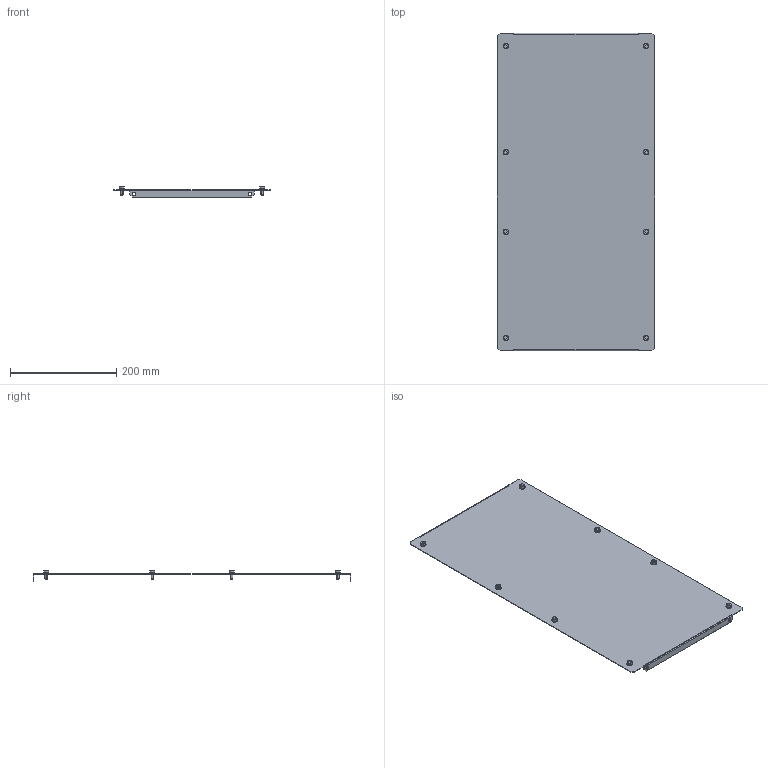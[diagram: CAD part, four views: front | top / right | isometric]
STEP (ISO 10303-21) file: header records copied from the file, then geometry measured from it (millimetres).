
FILE_DESCRIPTION (( 'STEP AP203' ), '1' );
FILE_NAME ('MA1.400.060006.01.00 Ïëàñòðîí Â600 Ø400 EKF AleSta-FP60M400.STEP', '2024-06-05T17:00:01', ( '' ), ( '' ), 'SwSTEP 2.0', 'SolidWorks 2021', '' );
FILE_SCHEMA (( 'CONFIG_CONTROL_DESIGN' ));
Length unit declared in the file: millimetre
Products named in the file (4): MA1.400.060006.01.00 Ïëàñòðîí Â600 Ø400 EKF AleSta-FP60M400; MA1.400.060000.01.01 Ïëàñòðîí Â50 Ø600 EKF AleSta_Copy of Copy of ˜=400; øàéáà êîíòàêòíàÿ ñòîïîðíàÿ ñ íàñå÷êîé îöèíêîâàííàÿ ñòàëü Ì5; Âèíò_ðåçüáîâûäàâëèâàþùèé_Ì5õ12_DIN 7500E_Œ5å12
Assembly tree (17 placements, depth 2):
  MA1.400.060006.01.00 Ïëàñòðîí Â600 Ø400 EKF AleSta-FP60M400
    MA1.400.060000.01.01 Ïëàñòðîí Â50 Ø600 EKF AleSta_Copy of Copy of ˜=400
    øàéáà êîíòàêòíàÿ ñòîïîðíàÿ ñ íàñå÷êîé îöèíêîâàííàÿ ñòàëü Ì5  x8
    Âèíò_ðåçüáîâûäàâëèâàþùèé_Ì5õ12_DIN 7500E_Œ5å12  x8
Bounding box: 296 x 599 x 19.2 mm (x, y, z)
Volume: 186481.1 mm3; surface area: 372831.3 mm2
Topology: 17 solids, 17 shells, 622 faces, 1708 edges, 1128 vertices
Faces by surface type: plane 514, cylinder 92, cone 16
Entity records: 5304 total; most frequent: DIRECTION 818, CARTESIAN_POINT 783, ORIENTED_EDGE 756, EDGE_CURVE 378, AXIS2_PLACEMENT_3D 281, LINE 256, VECTOR 256, VERTEX_POINT 246
